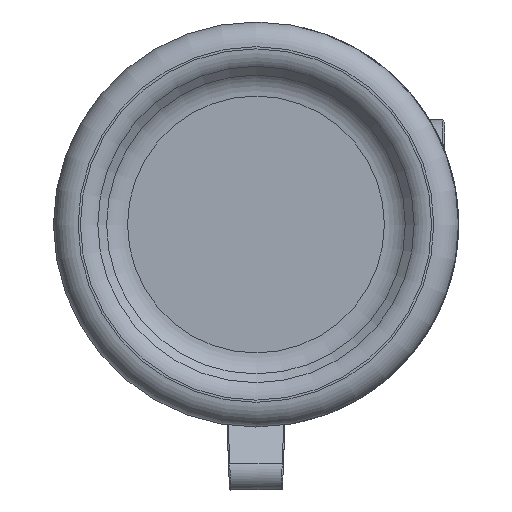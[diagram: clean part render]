
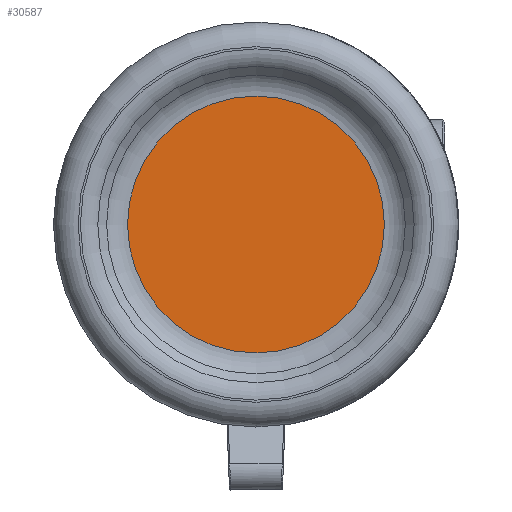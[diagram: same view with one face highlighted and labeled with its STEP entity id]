
A CAD part, front view. The second image highlights one B-rep face of the part: STEP entity #30587.
In plain terms, the highlighted planar face has unit normal (0, -1, 0).
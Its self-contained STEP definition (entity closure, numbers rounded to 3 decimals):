
#2566=PLANE('',#32785);
#3832=FACE_OUTER_BOUND('',#5678,.T.);
#5678=EDGE_LOOP('',(#24658));
#11797=CIRCLE('',#32784,26.);
#13871=VERTEX_POINT('',#55389);
#17663=EDGE_CURVE('',#13871,#13871,#11797,.T.);
#24658=ORIENTED_EDGE('',*,*,#17663,.T.);
#30587=ADVANCED_FACE('',(#3832),#2566,.T.);
#32784=AXIS2_PLACEMENT_3D('',#55390,#37826,#37827);
#32785=AXIS2_PLACEMENT_3D('',#55391,#37828,#37829);
#37826=DIRECTION('center_axis',(0.,-1.,0.));
#37827=DIRECTION('ref_axis',(1.,0.,0.));
#37828=DIRECTION('center_axis',(0.,-1.,0.));
#37829=DIRECTION('ref_axis',(0.,0.,-1.));
#55389=CARTESIAN_POINT('',(0.,5.,-26.));
#55390=CARTESIAN_POINT('Origin',(0.,5.,0.));
#55391=CARTESIAN_POINT('Origin',(0.,5.,0.));
